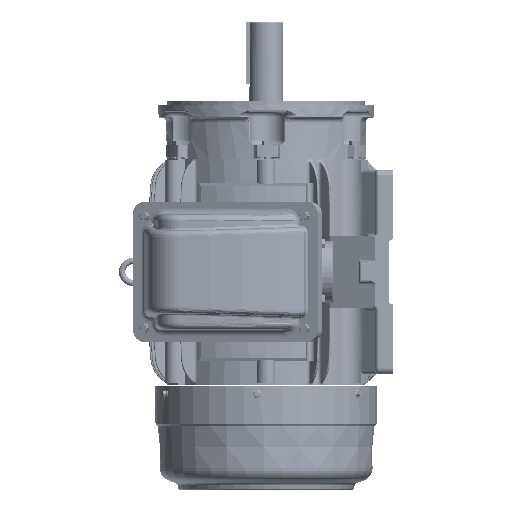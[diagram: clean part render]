
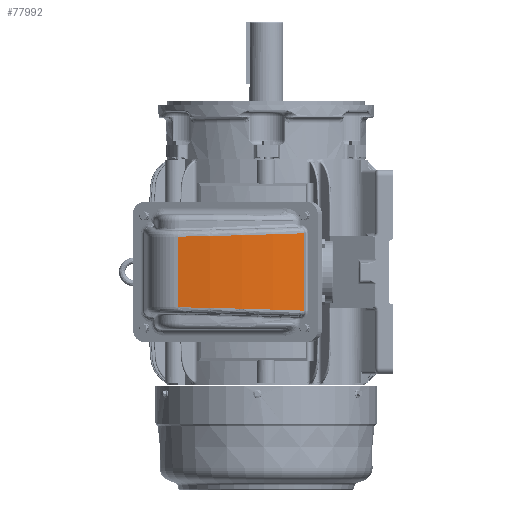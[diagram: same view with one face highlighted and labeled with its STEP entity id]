
A CAD part, left-side view. The second image highlights one B-rep face of the part: STEP entity #77992.
In plain terms, the highlighted cylindrical face has radius 520 mm (diameter 1040 mm), a partial arc.
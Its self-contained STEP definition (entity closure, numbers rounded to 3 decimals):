
#76052=CARTESIAN_POINT('Vertex',(-394.393,-61.145,61.951)) ;
#76056=CARTESIAN_POINT('Control Point',(-394.393,-61.145,61.951)) ;
#76057=CARTESIAN_POINT('Control Point',(-394.391,-61.152,61.823)) ;
#76058=CARTESIAN_POINT('Control Point',(-394.39,-61.155,61.695)) ;
#76059=CARTESIAN_POINT('Control Point',(-394.39,-61.155,61.567)) ;
#76060=CARTESIAN_POINT('Vertex',(-394.39,-61.155,61.567)) ;
#76088=CARTESIAN_POINT('Line Origine',(-394.39,-61.155,0.)) ;
#76092=CARTESIAN_POINT('Vertex',(-394.39,-61.155,-61.567)) ;
#76113=CARTESIAN_POINT('Control Point',(-394.39,-61.155,-61.567)) ;
#76114=CARTESIAN_POINT('Control Point',(-394.39,-61.155,-61.695)) ;
#76115=CARTESIAN_POINT('Control Point',(-394.391,-61.152,-61.823)) ;
#76116=CARTESIAN_POINT('Control Point',(-394.393,-61.145,-61.951)) ;
#76117=CARTESIAN_POINT('Vertex',(-394.393,-61.145,-61.951)) ;
#77792=CARTESIAN_POINT('Vertex',(-410.808,141.343,56.474)) ;
#77902=CARTESIAN_POINT('Control Point',(-412.584,39.278,58.774)) ;
#77903=CARTESIAN_POINT('Control Point',(-414.237,59.658,58.223)) ;
#77904=CARTESIAN_POINT('Control Point',(-414.888,80.12,57.716)) ;
#77905=CARTESIAN_POINT('Control Point',(-414.531,100.599,57.254)) ;
#77906=CARTESIAN_POINT('Control Point',(-413.169,121.029,56.84)) ;
#77907=CARTESIAN_POINT('Control Point',(-410.808,141.343,56.474)) ;
#77908=CARTESIAN_POINT('Vertex',(-412.584,39.278,58.774)) ;
#77912=CARTESIAN_POINT('Control Point',(-394.393,-61.145,61.951)) ;
#77913=CARTESIAN_POINT('Control Point',(-399.993,-41.486,61.235)) ;
#77914=CARTESIAN_POINT('Control Point',(-404.627,-21.549,60.558)) ;
#77915=CARTESIAN_POINT('Control Point',(-408.277,-1.4,59.921)) ;
#77916=CARTESIAN_POINT('Control Point',(-410.931,18.898,59.325)) ;
#77917=CARTESIAN_POINT('Control Point',(-412.584,39.278,58.774)) ;
#77931=CARTESIAN_POINT('Axis2P3D Location',(105.715,81.306,0.)) ;
#77936=CARTESIAN_POINT('Line Origine',(-410.808,141.343,0.)) ;
#77940=CARTESIAN_POINT('Vertex',(-410.808,141.343,-56.474)) ;
#77944=CARTESIAN_POINT('Control Point',(-410.808,141.343,-56.474)) ;
#77945=CARTESIAN_POINT('Control Point',(-411.983,131.23,-56.656)) ;
#77946=CARTESIAN_POINT('Control Point',(-412.914,121.067,-56.85)) ;
#77947=CARTESIAN_POINT('Control Point',(-413.595,110.874,-57.057)) ;
#77948=CARTESIAN_POINT('Control Point',(-414.347,93.067,-57.438)) ;
#77949=CARTESIAN_POINT('Control Point',(-414.333,75.177,-57.856)) ;
#77950=CARTESIAN_POINT('Control Point',(-414.188,67.543,-58.041)) ;
#77951=CARTESIAN_POINT('Control Point',(-413.851,58.568,-58.266)) ;
#77952=CARTESIAN_POINT('Control Point',(-413.32,49.588,-58.5)) ;
#77953=CARTESIAN_POINT('Control Point',(-413.24,48.323,-58.533)) ;
#77954=CARTESIAN_POINT('Control Point',(-413.1,46.17,-58.59)) ;
#77955=CARTESIAN_POINT('Control Point',(-412.945,43.979,-58.648)) ;
#77956=CARTESIAN_POINT('Control Point',(-412.877,43.041,-58.673)) ;
#77957=CARTESIAN_POINT('Control Point',(-412.784,41.803,-58.706)) ;
#77958=CARTESIAN_POINT('Control Point',(-412.687,40.564,-58.739)) ;
#77959=CARTESIAN_POINT('Control Point',(-412.665,40.289,-58.747)) ;
#77960=CARTESIAN_POINT('Control Point',(-412.636,39.921,-58.757)) ;
#77961=CARTESIAN_POINT('Control Point',(-412.606,39.553,-58.767)) ;
#77962=CARTESIAN_POINT('Control Point',(-412.599,39.465,-58.769)) ;
#77963=CARTESIAN_POINT('Control Point',(-412.591,39.368,-58.772)) ;
#77964=CARTESIAN_POINT('Control Point',(-412.584,39.278,-58.774)) ;
#77965=CARTESIAN_POINT('Vertex',(-412.584,39.278,-58.774)) ;
#77969=CARTESIAN_POINT('Control Point',(-412.584,39.278,-58.774)) ;
#77970=CARTESIAN_POINT('Control Point',(-411.915,31.021,-58.997)) ;
#77971=CARTESIAN_POINT('Control Point',(-411.079,22.755,-59.229)) ;
#77972=CARTESIAN_POINT('Control Point',(-410.076,14.495,-59.467)) ;
#77973=CARTESIAN_POINT('Control Point',(-407.736,-2.016,-59.96)) ;
#77974=CARTESIAN_POINT('Control Point',(-404.72,-18.504,-60.483)) ;
#77975=CARTESIAN_POINT('Control Point',(-403.041,-26.743,-60.752)) ;
#77976=CARTESIAN_POINT('Control Point',(-400.376,-38.584,-61.15)) ;
#77977=CARTESIAN_POINT('Control Point',(-397.355,-50.383,-61.564)) ;
#77978=CARTESIAN_POINT('Control Point',(-396.401,-53.975,-61.691)) ;
#77979=CARTESIAN_POINT('Control Point',(-395.413,-57.563,-61.82)) ;
#77980=CARTESIAN_POINT('Control Point',(-394.393,-61.145,-61.951)) ;
#76089=DIRECTION('Vector Direction',(0.,0.,-1.)) ;
#77932=DIRECTION('Axis2P3D Direction',(0.,0.,-1.)) ;
#77933=DIRECTION('Axis2P3D XDirection',(-0.962,-0.274,0.)) ;
#77937=DIRECTION('Vector Direction',(0.,0.,-1.)) ;
#77934=AXIS2_PLACEMENT_3D('Cylinder Axis2P3D',#77931,#77932,#77933) ;
#77983=ORIENTED_EDGE('',*,*,#77942,.T.) ;
#77984=ORIENTED_EDGE('',*,*,#77967,.T.) ;
#77985=ORIENTED_EDGE('',*,*,#77981,.T.) ;
#77986=ORIENTED_EDGE('',*,*,#76119,.F.) ;
#77987=ORIENTED_EDGE('',*,*,#76094,.F.) ;
#77988=ORIENTED_EDGE('',*,*,#76062,.F.) ;
#77989=ORIENTED_EDGE('',*,*,#77918,.T.) ;
#77990=ORIENTED_EDGE('',*,*,#77910,.T.) ;
#76090=VECTOR('Line Direction',#76089,1.) ;
#77938=VECTOR('Line Direction',#77937,1.) ;
#77992=ADVANCED_FACE('\X2\51434EF6672C9AD4\X0\',(#77991),#77935,.T.) ;
#76055=B_SPLINE_CURVE_WITH_KNOTS('',3,(#76056,#76057,#76058,#76059),.UNSPECIFIED.,.F.,.U.,(4,4),(0.,0.543),.UNSPECIFIED.) ;
#76112=B_SPLINE_CURVE_WITH_KNOTS('',3,(#76113,#76114,#76115,#76116),.UNSPECIFIED.,.F.,.U.,(4,4),(0.,0.543),.UNSPECIFIED.) ;
#77901=B_SPLINE_CURVE_WITH_KNOTS('',5,(#77902,#77903,#77904,#77905,#77906,#77907),.UNSPECIFIED.,.F.,.U.,(6,6),(159.167,260.994),.UNSPECIFIED.) ;
#77911=B_SPLINE_CURVE_WITH_KNOTS('',5,(#77912,#77913,#77914,#77915,#77916,#77917),.UNSPECIFIED.,.F.,.U.,(6,6),(57.339,159.167),.UNSPECIFIED.) ;
#77943=B_SPLINE_CURVE_WITH_KNOTS('',5,(#77944,#77945,#77946,#77947,#77948,#77949,#77950,#77951,#77952,#77953,#77954,#77955,#77956,#77957,#77958,#77959,#77960,#77961,#77962,#77963,#77964),.UNSPECIFIED.,.F.,.U.,(6,3,3,3,3,3,6),(0.,72.608,126.485,135.85,142.627,144.568,145.216),.UNSPECIFIED.) ;
#77968=B_SPLINE_CURVE_WITH_KNOTS('',5,(#77969,#77970,#77971,#77972,#77973,#77974,#77975,#77976,#77977,#77978,#77979,#77980),.UNSPECIFIED.,.F.,.U.,(6,3,3,6),(0.,59.364,118.728,144.767),.UNSPECIFIED.) ;
#77935=CYLINDRICAL_SURFACE('generated cylinder',#77934,520.) ;
#76062=EDGE_CURVE('',#76053,#76061,#76055,.T.) ;
#76094=EDGE_CURVE('',#76061,#76093,#76091,.T.) ;
#76119=EDGE_CURVE('',#76093,#76118,#76112,.T.) ;
#77910=EDGE_CURVE('',#77909,#77793,#77901,.T.) ;
#77918=EDGE_CURVE('',#76053,#77909,#77911,.T.) ;
#77942=EDGE_CURVE('',#77793,#77941,#77939,.T.) ;
#77967=EDGE_CURVE('',#77941,#77966,#77943,.T.) ;
#77981=EDGE_CURVE('',#77966,#76118,#77968,.T.) ;
#77982=EDGE_LOOP('',(#77983,#77984,#77985,#77986,#77987,#77988,#77989,#77990)) ;
#77991=FACE_OUTER_BOUND('',#77982,.T.) ;
#76091=LINE('Line',#76088,#76090) ;
#77939=LINE('Line',#77936,#77938) ;
#76053=VERTEX_POINT('',#76052) ;
#76061=VERTEX_POINT('',#76060) ;
#76093=VERTEX_POINT('',#76092) ;
#76118=VERTEX_POINT('',#76117) ;
#77793=VERTEX_POINT('',#77792) ;
#77909=VERTEX_POINT('',#77908) ;
#77941=VERTEX_POINT('',#77940) ;
#77966=VERTEX_POINT('',#77965) ;
